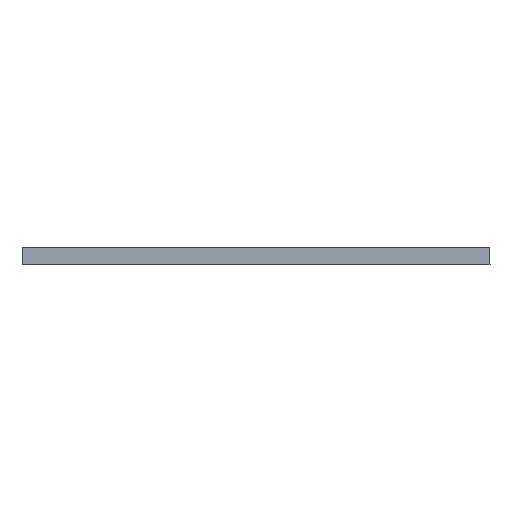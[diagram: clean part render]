
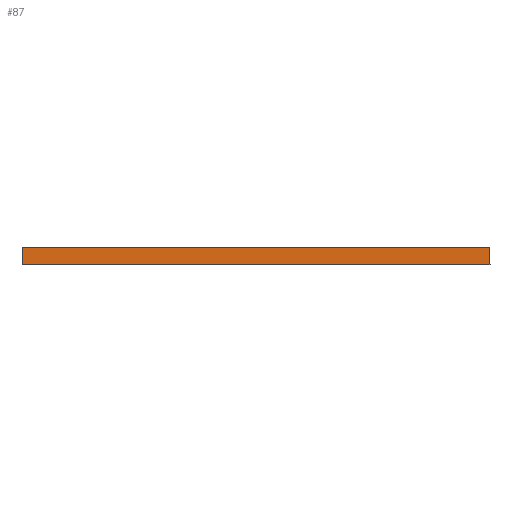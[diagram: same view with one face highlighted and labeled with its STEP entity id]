
A CAD part, left-side view. The second image highlights one B-rep face of the part: STEP entity #87.
In plain terms, the highlighted planar face has unit normal (-1, 0, 0).
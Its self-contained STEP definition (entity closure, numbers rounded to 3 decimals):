
#87 = ADVANCED_FACE( '', ( #150 ), #151, .T. );
#150 = FACE_OUTER_BOUND( '', #241, .T. );
#151 = PLANE( '', #242 );
#241 = EDGE_LOOP( '', ( #410, #411, #412, #413 ) );
#242 = AXIS2_PLACEMENT_3D( '', #414, #415, #416 );
#410 = ORIENTED_EDGE( '', *, *, #508, .F. );
#411 = ORIENTED_EDGE( '', *, *, #518, .T. );
#412 = ORIENTED_EDGE( '', *, *, #550, .T. );
#413 = ORIENTED_EDGE( '', *, *, #539, .F. );
#414 = CARTESIAN_POINT( '', ( 11591., -137.374, 169.996 ) );
#415 = DIRECTION( '', ( -1., 0., 0. ) );
#416 = DIRECTION( '', ( 0., 0., 1. ) );
#508 = EDGE_CURVE( '', #572, #574, #575, .T. );
#518 = EDGE_CURVE( '', #572, #590, #592, .T. );
#539 = EDGE_CURVE( '', #574, #629, #630, .T. );
#550 = EDGE_CURVE( '', #590, #629, #650, .T. );
#572 = VERTEX_POINT( '', #684 );
#574 = VERTEX_POINT( '', #686 );
#575 = LINE( '', #687, #688 );
#590 = VERTEX_POINT( '', #711 );
#592 = LINE( '', #713, #714 );
#629 = VERTEX_POINT( '', #755 );
#630 = LINE( '', #756, #757 );
#650 = LINE( '', #778, #779 );
#684 = CARTESIAN_POINT( '', ( 11591., -137.374, 169.996 ) );
#686 = CARTESIAN_POINT( '', ( 11591., -137.374, 159.996 ) );
#687 = CARTESIAN_POINT( '', ( 11591., -137.374, 164.996 ) );
#688 = VECTOR( '', #804, 1000. );
#711 = CARTESIAN_POINT( '', ( 11591., 135.441, 169.996 ) );
#713 = CARTESIAN_POINT( '', ( 11591., -0.967, 169.996 ) );
#714 = VECTOR( '', #824, 1000. );
#755 = CARTESIAN_POINT( '', ( 11591., 135.441, 159.996 ) );
#756 = CARTESIAN_POINT( '', ( 11591., -0.967, 159.996 ) );
#757 = VECTOR( '', #877, 1000. );
#778 = CARTESIAN_POINT( '', ( 11591., 135.441, 164.996 ) );
#779 = VECTOR( '', #906, 1000. );
#804 = DIRECTION( '', ( 0., 0., -1. ) );
#824 = DIRECTION( '', ( 0., 1., 0. ) );
#877 = DIRECTION( '', ( 0., 1., 0. ) );
#906 = DIRECTION( '', ( 0., 0., -1. ) );
